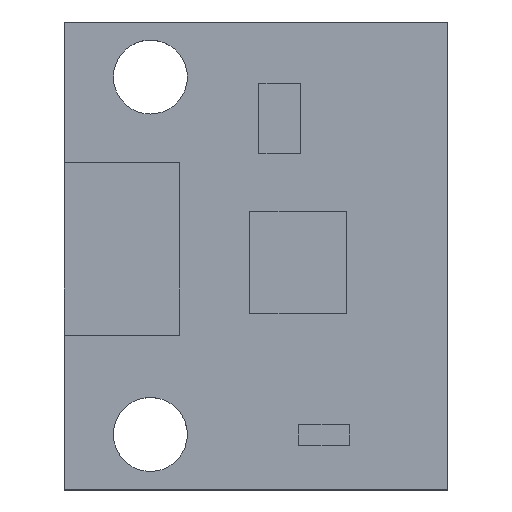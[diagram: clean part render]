
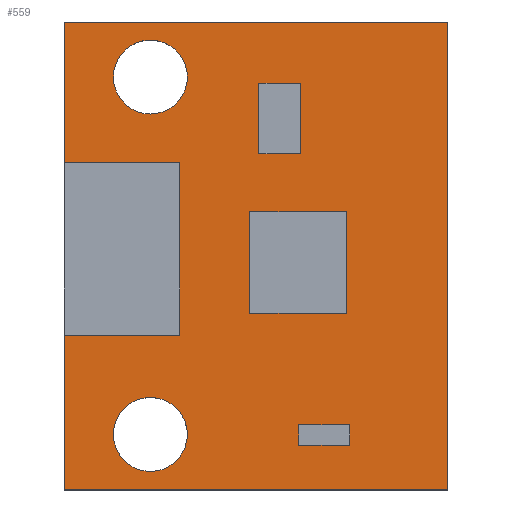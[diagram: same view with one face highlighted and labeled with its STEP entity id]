
A CAD part, top view. The second image highlights one B-rep face of the part: STEP entity #559.
In plain terms, the highlighted planar face has unit normal (0, 0, 1).
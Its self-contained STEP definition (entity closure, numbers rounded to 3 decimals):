
#16=CIRCLE('',#604,1.5);
#17=CIRCLE('',#605,1.5);
#20=FACE_BOUND('',#94,.T.);
#21=FACE_BOUND('',#95,.T.);
#22=FACE_BOUND('',#96,.T.);
#23=FACE_BOUND('',#97,.T.);
#24=FACE_BOUND('',#98,.T.);
#25=FACE_BOUND('',#99,.T.);
#63=FACE_OUTER_BOUND('',#93,.T.);
#93=EDGE_LOOP('',(#427,#428,#429,#430));
#94=EDGE_LOOP('',(#431,#432,#433,#434));
#95=EDGE_LOOP('',(#435));
#96=EDGE_LOOP('',(#436));
#97=EDGE_LOOP('',(#437,#438,#439,#440));
#98=EDGE_LOOP('',(#441,#442,#443,#444));
#99=EDGE_LOOP('',(#445,#446,#447,#448));
#123=LINE('',#776,#191);
#126=LINE('',#782,#194);
#130=LINE('',#791,#198);
#134=LINE('',#799,#202);
#137=LINE('',#805,#205);
#140=LINE('',#810,#208);
#145=LINE('',#820,#213);
#146=LINE('',#823,#214);
#149=LINE('',#828,#217);
#153=LINE('',#836,#221);
#154=LINE('',#838,#222);
#155=LINE('',#839,#223);
#156=LINE('',#846,#224);
#157=LINE('',#848,#225);
#158=LINE('',#850,#226);
#159=LINE('',#851,#227);
#160=LINE('',#854,#228);
#161=LINE('',#856,#229);
#162=LINE('',#858,#230);
#163=LINE('',#859,#231);
#191=VECTOR('',#635,10.);
#194=VECTOR('',#640,10.);
#198=VECTOR('',#646,10.);
#202=VECTOR('',#652,10.);
#205=VECTOR('',#657,10.);
#208=VECTOR('',#662,10.);
#213=VECTOR('',#671,10.);
#214=VECTOR('',#674,10.);
#217=VECTOR('',#679,10.);
#221=VECTOR('',#687,10.);
#222=VECTOR('',#688,10.);
#223=VECTOR('',#689,10.);
#224=VECTOR('',#694,10.);
#225=VECTOR('',#695,10.);
#226=VECTOR('',#696,10.);
#227=VECTOR('',#697,10.);
#228=VECTOR('',#698,10.);
#229=VECTOR('',#699,10.);
#230=VECTOR('',#700,10.);
#231=VECTOR('',#701,10.);
#259=VERTEX_POINT('',#774);
#260=VERTEX_POINT('',#775);
#261=VERTEX_POINT('',#780);
#262=VERTEX_POINT('',#781);
#265=VERTEX_POINT('',#789);
#266=VERTEX_POINT('',#790);
#269=VERTEX_POINT('',#798);
#271=VERTEX_POINT('',#804);
#275=VERTEX_POINT('',#818);
#276=VERTEX_POINT('',#822);
#279=VERTEX_POINT('',#835);
#280=VERTEX_POINT('',#837);
#281=VERTEX_POINT('',#840);
#282=VERTEX_POINT('',#842);
#283=VERTEX_POINT('',#844);
#284=VERTEX_POINT('',#845);
#285=VERTEX_POINT('',#847);
#286=VERTEX_POINT('',#849);
#287=VERTEX_POINT('',#852);
#288=VERTEX_POINT('',#853);
#289=VERTEX_POINT('',#855);
#290=VERTEX_POINT('',#857);
#307=EDGE_CURVE('',#259,#260,#123,.T.);
#310=EDGE_CURVE('',#261,#262,#126,.T.);
#314=EDGE_CURVE('',#265,#266,#130,.T.);
#318=EDGE_CURVE('',#266,#269,#134,.T.);
#321=EDGE_CURVE('',#269,#271,#137,.T.);
#324=EDGE_CURVE('',#271,#265,#140,.T.);
#329=EDGE_CURVE('',#260,#275,#145,.T.);
#330=EDGE_CURVE('',#275,#276,#146,.T.);
#333=EDGE_CURVE('',#276,#259,#149,.T.);
#337=EDGE_CURVE('',#262,#279,#153,.T.);
#338=EDGE_CURVE('',#279,#280,#154,.T.);
#339=EDGE_CURVE('',#280,#261,#155,.T.);
#340=EDGE_CURVE('',#281,#281,#16,.T.);
#341=EDGE_CURVE('',#282,#282,#17,.T.);
#342=EDGE_CURVE('',#283,#284,#156,.T.);
#343=EDGE_CURVE('',#284,#285,#157,.T.);
#344=EDGE_CURVE('',#285,#286,#158,.T.);
#345=EDGE_CURVE('',#286,#283,#159,.T.);
#346=EDGE_CURVE('',#287,#288,#160,.T.);
#347=EDGE_CURVE('',#288,#289,#161,.T.);
#348=EDGE_CURVE('',#289,#290,#162,.T.);
#349=EDGE_CURVE('',#290,#287,#163,.T.);
#427=ORIENTED_EDGE('',*,*,#310,.T.);
#428=ORIENTED_EDGE('',*,*,#337,.T.);
#429=ORIENTED_EDGE('',*,*,#338,.T.);
#430=ORIENTED_EDGE('',*,*,#339,.T.);
#431=ORIENTED_EDGE('',*,*,#314,.T.);
#432=ORIENTED_EDGE('',*,*,#318,.T.);
#433=ORIENTED_EDGE('',*,*,#321,.T.);
#434=ORIENTED_EDGE('',*,*,#324,.T.);
#435=ORIENTED_EDGE('',*,*,#340,.T.);
#436=ORIENTED_EDGE('',*,*,#341,.T.);
#437=ORIENTED_EDGE('',*,*,#307,.T.);
#438=ORIENTED_EDGE('',*,*,#329,.T.);
#439=ORIENTED_EDGE('',*,*,#330,.T.);
#440=ORIENTED_EDGE('',*,*,#333,.T.);
#441=ORIENTED_EDGE('',*,*,#342,.T.);
#442=ORIENTED_EDGE('',*,*,#343,.T.);
#443=ORIENTED_EDGE('',*,*,#344,.T.);
#444=ORIENTED_EDGE('',*,*,#345,.T.);
#445=ORIENTED_EDGE('',*,*,#346,.T.);
#446=ORIENTED_EDGE('',*,*,#347,.T.);
#447=ORIENTED_EDGE('',*,*,#348,.T.);
#448=ORIENTED_EDGE('',*,*,#349,.T.);
#531=PLANE('',#603);
#559=ADVANCED_FACE('',(#63,#20,#21,#22,#23,#24,#25),#531,.T.);
#603=AXIS2_PLACEMENT_3D('',#834,#685,#686);
#604=AXIS2_PLACEMENT_3D('',#841,#690,#691);
#605=AXIS2_PLACEMENT_3D('',#843,#692,#693);
#635=DIRECTION('',(0.,1.,0.));
#640=DIRECTION('',(0.,-1.,0.));
#646=DIRECTION('',(0.,1.,0.));
#652=DIRECTION('',(1.,0.,0.));
#657=DIRECTION('',(0.,-1.,0.));
#662=DIRECTION('',(-1.,0.,0.));
#671=DIRECTION('',(1.,0.,0.));
#674=DIRECTION('',(0.,-1.,0.));
#679=DIRECTION('',(-1.,0.,0.));
#685=DIRECTION('center_axis',(0.,0.,1.));
#686=DIRECTION('ref_axis',(1.,0.,0.));
#687=DIRECTION('',(1.,0.,0.));
#688=DIRECTION('',(0.,1.,0.));
#689=DIRECTION('',(-1.,0.,0.));
#690=DIRECTION('center_axis',(0.,0.,-1.));
#691=DIRECTION('ref_axis',(1.,0.,0.));
#692=DIRECTION('center_axis',(0.,0.,-1.));
#693=DIRECTION('ref_axis',(1.,0.,0.));
#694=DIRECTION('',(0.,1.,0.));
#695=DIRECTION('',(1.,0.,0.));
#696=DIRECTION('',(0.,-1.,0.));
#697=DIRECTION('',(-1.,0.,0.));
#698=DIRECTION('',(0.,1.,0.));
#699=DIRECTION('',(1.,0.,0.));
#700=DIRECTION('',(0.,-1.,0.));
#701=DIRECTION('',(-1.,0.,0.));
#774=CARTESIAN_POINT('',(-8.15,-3.23,2.));
#775=CARTESIAN_POINT('',(-8.15,3.781,2.));
#776=CARTESIAN_POINT('',(-8.15,3.781,2.));
#780=CARTESIAN_POINT('',(-8.25,9.485,2.));
#781=CARTESIAN_POINT('',(-8.25,-9.5,2.));
#782=CARTESIAN_POINT('',(-8.25,9.75,2.));
#789=CARTESIAN_POINT('',(1.261,-7.689,2.));
#790=CARTESIAN_POINT('',(1.261,-6.857,2.));
#791=CARTESIAN_POINT('',(1.261,-3.428,2.));
#798=CARTESIAN_POINT('',(3.33,-6.857,2.));
#799=CARTESIAN_POINT('',(1.665,-6.857,2.));
#804=CARTESIAN_POINT('',(3.33,-7.689,2.));
#805=CARTESIAN_POINT('',(3.33,-3.845,2.));
#810=CARTESIAN_POINT('',(0.631,-7.689,2.));
#818=CARTESIAN_POINT('',(-3.555,3.781,2.));
#820=CARTESIAN_POINT('',(-1.778,3.781,2.));
#822=CARTESIAN_POINT('',(-3.555,-3.23,2.));
#823=CARTESIAN_POINT('',(-3.555,-1.615,2.));
#828=CARTESIAN_POINT('',(-4.125,-3.23,2.));
#834=CARTESIAN_POINT('Origin',(0.,0.,
2.));
#835=CARTESIAN_POINT('',(7.319,-9.5,2.));
#836=CARTESIAN_POINT('',(-4.125,-9.5,2.));
#837=CARTESIAN_POINT('',(7.319,9.485,2.));
#838=CARTESIAN_POINT('',(7.319,-4.75,2.));
#839=CARTESIAN_POINT('',(3.659,9.485,2.));
#840=CARTESIAN_POINT('',(-6.25,-7.25,2.));
#841=CARTESIAN_POINT('Origin',(-4.75,-7.25,2.));
#842=CARTESIAN_POINT('',(-6.25,7.25,2.));
#843=CARTESIAN_POINT('Origin',(-4.75,7.25,2.));
#844=CARTESIAN_POINT('',(-0.35,4.131,2.));
#845=CARTESIAN_POINT('',(-0.35,6.998,2.));
#846=CARTESIAN_POINT('',(-0.35,3.499,2.));
#847=CARTESIAN_POINT('',(1.347,6.998,2.));
#848=CARTESIAN_POINT('',(0.674,6.998,2.));
#849=CARTESIAN_POINT('',(1.347,4.131,2.));
#850=CARTESIAN_POINT('',(1.347,2.065,2.));
#851=CARTESIAN_POINT('',(-0.175,4.131,2.));
#852=CARTESIAN_POINT('',(-0.718,-2.34,2.));
#853=CARTESIAN_POINT('',(-0.718,1.79,2.));
#854=CARTESIAN_POINT('',(-0.718,0.895,2.));
#855=CARTESIAN_POINT('',(3.205,1.79,2.));
#856=CARTESIAN_POINT('',(1.603,1.79,2.));
#857=CARTESIAN_POINT('',(3.205,-2.34,2.));
#858=CARTESIAN_POINT('',(3.205,-1.17,2.));
#859=CARTESIAN_POINT('',(-0.359,-2.34,2.));
